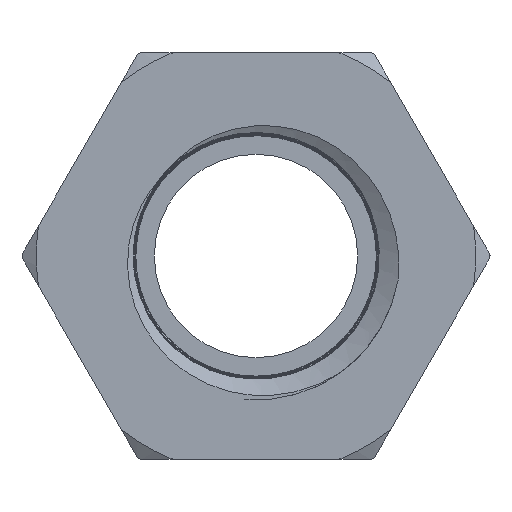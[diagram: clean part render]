
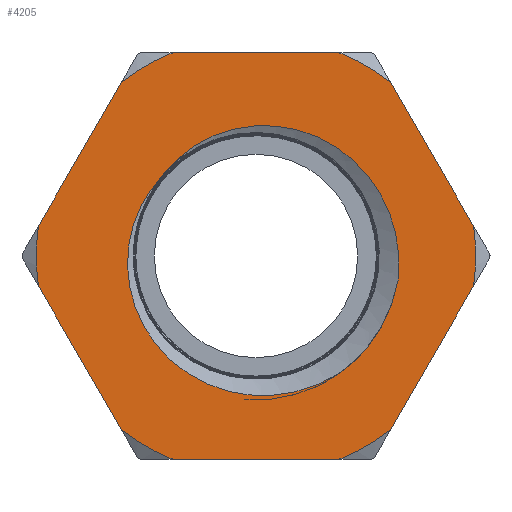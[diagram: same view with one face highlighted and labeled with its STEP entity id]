
A CAD part, left-side view. The second image highlights one B-rep face of the part: STEP entity #4205.
In plain terms, the highlighted planar face has unit normal (-1, 0, 0).
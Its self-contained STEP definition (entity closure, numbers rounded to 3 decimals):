
#121=DIRECTION('',(0.,-0.5,0.866));
#122=VECTOR('',#121,5.792);
#123=CARTESIAN_POINT('',(0.,7.597,1.042));
#124=LINE('',#123,#122);
#125=CARTESIAN_POINT('',(0.,0.,0.));
#126=DIRECTION('',(-1.,0.,0.));
#127=DIRECTION('',(0.,0.378,0.926));
#128=AXIS2_PLACEMENT_3D('',#125,#126,#127);
#130=DIRECTION('',(0.,-1.,0.));
#131=VECTOR('',#130,5.792);
#132=CARTESIAN_POINT('',(0.,2.896,7.1));
#133=LINE('',#132,#131);
#134=CARTESIAN_POINT('',(0.,0.,0.));
#135=DIRECTION('',(-1.,0.,0.));
#136=DIRECTION('',(0.,-0.613,0.79));
#137=AXIS2_PLACEMENT_3D('',#134,#135,#136);
#139=DIRECTION('',(0.,-0.5,-0.866));
#140=VECTOR('',#139,5.792);
#141=CARTESIAN_POINT('',(0.,-4.701,6.058));
#142=LINE('',#141,#140);
#143=DIRECTION('',(0.,0.5,-0.866));
#144=VECTOR('',#143,5.792);
#145=CARTESIAN_POINT('',(0.,-7.597,-1.042));
#146=LINE('',#145,#144);
#147=CARTESIAN_POINT('',(0.,0.,0.));
#148=DIRECTION('',(-1.,0.,0.));
#149=DIRECTION('',(0.,-0.378,-0.926));
#150=AXIS2_PLACEMENT_3D('',#147,#148,#149);
#152=DIRECTION('',(0.,1.,0.));
#153=VECTOR('',#152,5.792);
#154=CARTESIAN_POINT('',(0.,-2.896,-7.1));
#155=LINE('',#154,#153);
#156=CARTESIAN_POINT('',(0.,0.,0.));
#157=DIRECTION('',(-1.,0.,0.));
#158=DIRECTION('',(0.,0.613,-0.79));
#159=AXIS2_PLACEMENT_3D('',#156,#157,#158);
#161=DIRECTION('',(0.,0.5,0.866));
#162=VECTOR('',#161,5.792);
#163=CARTESIAN_POINT('',(0.,4.701,-6.058));
#164=LINE('',#163,#162);
#165=CARTESIAN_POINT('',(0.,3.212,2.878));
#166=CARTESIAN_POINT('',(0.,3.078,3.049));
#167=CARTESIAN_POINT('',(0.,2.786,3.367));
#168=CARTESIAN_POINT('',(0.,2.277,3.779));
#169=CARTESIAN_POINT('',(0.,1.708,4.112));
#170=CARTESIAN_POINT('',(0.,1.091,4.36));
#171=CARTESIAN_POINT('',(0.,0.441,4.514));
#172=CARTESIAN_POINT('',(0.,-0.232,4.57));
#173=CARTESIAN_POINT('',(0.,-0.909,4.527));
#174=CARTESIAN_POINT('',(0.,-1.571,4.385));
#175=CARTESIAN_POINT('',(0.,-2.216,4.143));
#176=CARTESIAN_POINT('',(0.,-2.824,3.807));
#177=CARTESIAN_POINT('',(0.,-3.385,3.376));
#178=CARTESIAN_POINT('',(0.,-3.873,2.87));
#179=CARTESIAN_POINT('',(0.,-4.264,2.327));
#180=CARTESIAN_POINT('',(0.,-4.572,1.746));
#181=CARTESIAN_POINT('',(0.,-4.798,1.137));
#182=CARTESIAN_POINT('',(0.,-4.943,0.494));
#183=CARTESIAN_POINT('',(0.,-5.002,-0.173));
#184=CARTESIAN_POINT('',(0.,-4.982,-0.617));
#185=CARTESIAN_POINT('',(0.,-4.957,-0.839));
#187=CARTESIAN_POINT('',(0.,0.,0.));
#188=DIRECTION('',(-1.,0.,0.));
#189=DIRECTION('',(0.,0.745,0.667));
#190=AXIS2_PLACEMENT_3D('',#187,#188,#189);
#192=CARTESIAN_POINT('',(0.,-2.943,-4.071));
#193=CARTESIAN_POINT('',(0.,-2.752,-4.195));
#194=CARTESIAN_POINT('',(0.,-2.359,-4.415));
#195=CARTESIAN_POINT('',(0.,-1.722,-4.664));
#196=CARTESIAN_POINT('',(0.,-1.074,-4.819));
#197=CARTESIAN_POINT('',(0.,-0.423,-4.886));
#198=CARTESIAN_POINT('',(0.,0.244,-4.865));
#199=CARTESIAN_POINT('',(0.,0.934,-4.747));
#200=CARTESIAN_POINT('',(0.,1.647,-4.51));
#201=CARTESIAN_POINT('',(0.,2.318,-4.158));
#202=CARTESIAN_POINT('',(0.,2.911,-3.718));
#203=CARTESIAN_POINT('',(0.,3.423,-3.196));
#204=CARTESIAN_POINT('',(0.,3.841,-2.611));
#205=CARTESIAN_POINT('',(0.,4.167,-1.961));
#206=CARTESIAN_POINT('',(0.,4.384,-1.279));
#207=CARTESIAN_POINT('',(0.,4.491,-0.573));
#208=CARTESIAN_POINT('',(0.,4.486,0.137));
#209=CARTESIAN_POINT('',(0.,4.372,0.827));
#210=CARTESIAN_POINT('',(0.,4.149,1.494));
#211=CARTESIAN_POINT('',(0.,3.828,2.108));
#212=CARTESIAN_POINT('',(0.,3.555,2.475));
#213=CARTESIAN_POINT('',(0.,3.403,2.649));
#215=CARTESIAN_POINT('',(0.,-4.957,-0.839));
#216=CARTESIAN_POINT('',(0.,-4.92,-1.054));
#217=CARTESIAN_POINT('',(0.,-4.82,-1.475));
#218=CARTESIAN_POINT('',(0.,-4.588,-2.086));
#219=CARTESIAN_POINT('',(0.,-4.279,-2.662));
#220=CARTESIAN_POINT('',(0.,-3.901,-3.189));
#221=CARTESIAN_POINT('',(0.,-3.453,-3.669));
#222=CARTESIAN_POINT('',(0.,-3.119,-3.944));
#223=CARTESIAN_POINT('',(0.,-2.943,-4.071));
#241=CARTESIAN_POINT('',(0.,0.,0.));
#242=DIRECTION('',(-1.,0.,0.));
#243=DIRECTION('',(0.,0.991,0.136));
#244=AXIS2_PLACEMENT_3D('',#241,#242,#243);
#270=CARTESIAN_POINT('',(0.,0.,0.));
#271=DIRECTION('',(-1.,0.,0.));
#272=DIRECTION('',(0.,-0.991,-0.136));
#273=AXIS2_PLACEMENT_3D('',#270,#271,#272);
#3939=CARTESIAN_POINT('',(0.,4.701,-6.058));
#3940=CARTESIAN_POINT('',(0.,2.896,-7.1));
#3941=VERTEX_POINT('',#3939);
#3942=VERTEX_POINT('',#3940);
#3943=CARTESIAN_POINT('',(0.,-2.896,-7.1));
#3944=CARTESIAN_POINT('',(0.,-4.701,-6.058));
#3945=VERTEX_POINT('',#3943);
#3946=VERTEX_POINT('',#3944);
#3947=CARTESIAN_POINT('',(0.,-4.701,6.058));
#3948=CARTESIAN_POINT('',(0.,-2.896,7.1));
#3949=VERTEX_POINT('',#3947);
#3950=VERTEX_POINT('',#3948);
#3951=CARTESIAN_POINT('',(0.,2.896,7.1));
#3952=CARTESIAN_POINT('',(0.,4.701,6.058));
#3953=VERTEX_POINT('',#3951);
#3954=VERTEX_POINT('',#3952);
#3971=CARTESIAN_POINT('',(0.,7.597,-1.042));
#3972=VERTEX_POINT('',#3971);
#3973=CARTESIAN_POINT('',(0.,7.597,1.042));
#3974=VERTEX_POINT('',#3973);
#3975=CARTESIAN_POINT('',(0.,-7.597,1.042));
#3976=VERTEX_POINT('',#3975);
#3977=CARTESIAN_POINT('',(0.,-7.597,-1.042));
#3978=VERTEX_POINT('',#3977);
#4021=VERTEX_POINT('',#165);
#4022=VERTEX_POINT('',#185);
#4023=VERTEX_POINT('',#223);
#4024=VERTEX_POINT('',#213);
#4164=CARTESIAN_POINT('',(0.,0.,0.));
#4165=DIRECTION('',(1.,0.,0.));
#4166=DIRECTION('',(0.,0.,-1.));
#4167=AXIS2_PLACEMENT_3D('',#4164,#4165,#4166);
#4168=PLANE('',#4167);
#4170=ORIENTED_EDGE('',*,*,#4169,.F.);
#4172=ORIENTED_EDGE('',*,*,#4171,.T.);
#4174=ORIENTED_EDGE('',*,*,#4173,.F.);
#4176=ORIENTED_EDGE('',*,*,#4175,.T.);
#4178=ORIENTED_EDGE('',*,*,#4177,.F.);
#4180=ORIENTED_EDGE('',*,*,#4179,.T.);
#4182=ORIENTED_EDGE('',*,*,#4181,.F.);
#4184=ORIENTED_EDGE('',*,*,#4183,.T.);
#4186=ORIENTED_EDGE('',*,*,#4185,.F.);
#4188=ORIENTED_EDGE('',*,*,#4187,.T.);
#4190=ORIENTED_EDGE('',*,*,#4189,.F.);
#4192=ORIENTED_EDGE('',*,*,#4191,.T.);
#4193=EDGE_LOOP('',(#4170,#4172,#4174,#4176,#4178,#4180,#4182,#4184,#4186,#4188,
#4190,#4192));
#4194=FACE_OUTER_BOUND('',#4193,.F.);
#4196=ORIENTED_EDGE('',*,*,#4195,.F.);
#4198=ORIENTED_EDGE('',*,*,#4197,.T.);
#4200=ORIENTED_EDGE('',*,*,#4199,.F.);
#4202=ORIENTED_EDGE('',*,*,#4201,.F.);
#4203=EDGE_LOOP('',(#4196,#4198,#4200,#4202));
#4204=FACE_BOUND('',#4203,.F.);
#129=CIRCLE('',#128,7.668);
#138=CIRCLE('',#137,7.668);
#151=CIRCLE('',#150,7.668);
#160=CIRCLE('',#159,7.668);
#186=B_SPLINE_CURVE_WITH_KNOTS('',3,(#165,#166,#167,#168,#169,#170,#171,#172,
#173,#174,#175,#176,#177,#178,#179,#180,#181,#182,#183,#184,#185),.UNSPECIFIED.,
.F.,.F.,(4,1,1,1,1,1,1,1,1,1,1,1,1,1,1,1,1,1,4),(0.,0.056,
0.111,0.167,0.222,0.278,
0.333,0.389,0.444,0.5,0.556,
0.611,0.667,0.722,0.778,
0.833,0.889,0.944,1.),.UNSPECIFIED.);
#191=CIRCLE('',#190,4.313);
#214=B_SPLINE_CURVE_WITH_KNOTS('',3,(#192,#193,#194,#195,#196,#197,#198,#199,
#200,#201,#202,#203,#204,#205,#206,#207,#208,#209,#210,#211,#212,#213),
.UNSPECIFIED.,.F.,.F.,(4,1,1,1,1,1,1,1,1,1,1,1,1,1,1,1,1,1,1,4),(0.,
0.053,0.105,0.158,0.211,
0.263,0.316,0.368,0.421,
0.474,0.526,0.579,0.632,
0.684,0.737,0.789,0.842,
0.895,0.947,1.),.UNSPECIFIED.);
#224=B_SPLINE_CURVE_WITH_KNOTS('',3,(#215,#216,#217,#218,#219,#220,#221,#222,
#223),.UNSPECIFIED.,.F.,.F.,(4,1,1,1,1,1,4),(0.,0.167,
0.333,0.5,0.667,0.833,1.),
.UNSPECIFIED.);
#245=CIRCLE('',#244,7.668);
#274=CIRCLE('',#273,7.668);
#4169=EDGE_CURVE('',#3974,#3972,#245,.T.);
#4171=EDGE_CURVE('',#3974,#3954,#124,.T.);
#4173=EDGE_CURVE('',#3953,#3954,#129,.T.);
#4175=EDGE_CURVE('',#3953,#3950,#133,.T.);
#4177=EDGE_CURVE('',#3949,#3950,#138,.T.);
#4179=EDGE_CURVE('',#3949,#3976,#142,.T.);
#4181=EDGE_CURVE('',#3978,#3976,#274,.T.);
#4183=EDGE_CURVE('',#3978,#3946,#146,.T.);
#4185=EDGE_CURVE('',#3945,#3946,#151,.T.);
#4187=EDGE_CURVE('',#3945,#3942,#155,.T.);
#4189=EDGE_CURVE('',#3941,#3942,#160,.T.);
#4191=EDGE_CURVE('',#3941,#3972,#164,.T.);
#4195=EDGE_CURVE('',#4021,#4022,#186,.T.);
#4197=EDGE_CURVE('',#4021,#4024,#191,.T.);
#4199=EDGE_CURVE('',#4023,#4024,#214,.T.);
#4201=EDGE_CURVE('',#4022,#4023,#224,.T.);
#4205=ADVANCED_FACE('',(#4194,#4204),#4168,.F.);
